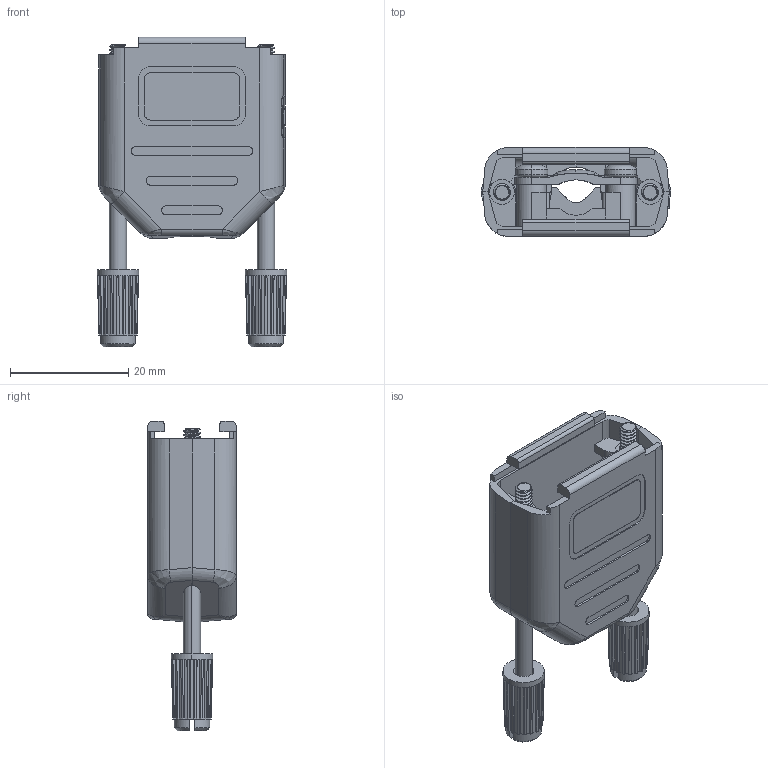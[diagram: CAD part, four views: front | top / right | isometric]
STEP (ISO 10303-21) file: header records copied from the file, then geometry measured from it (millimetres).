
FILE_DESCRIPTION (( 'STEP AP214' ), '1' );
FILE_NAME ('6688-9478.STEP', '2024-07-01T14:38:03', ( '' ), ( '' ), 'SwSTEP 2.0', 'SolidWorks 2023', '' );
FILE_SCHEMA (( 'AUTOMOTIVE_DESIGN' ));
Length unit declared in the file: millimetre
Products named in the file (7): 6688-9478; 6830-0106-01; 6811-0151-01 Part 1; 6855-0109-01; 6718-0101-01; 6838-0109-01; 6811-0151-01 Part 2
Assembly tree (8 placements, depth 2):
  6688-9478
    6811-0151-01 Part 1
    6718-0101-01  x2
    6811-0151-01 Part 2
    6830-0106-01
    6838-0109-01
    6855-0109-01  x2
Bounding box: 32 x 15 x 52.3 mm (x, y, z)
Volume: 6419.1 mm3; surface area: 9345.4 mm2
Topology: 10 solids, 10 shells, 839 faces, 2191 edges, 1393 vertices
Faces by surface type: plane 481, cylinder 240, cone 69, bspline 34, torus 15
Entity records: 24022 total; most frequent: CARTESIAN_POINT 8339, ORIENTED_EDGE 3366, DIRECTION 3076, EDGE_CURVE 1683, VERTEX_POINT 1081, AXIS2_PLACEMENT_3D 1035, VECTOR 1006, LINE 1006
